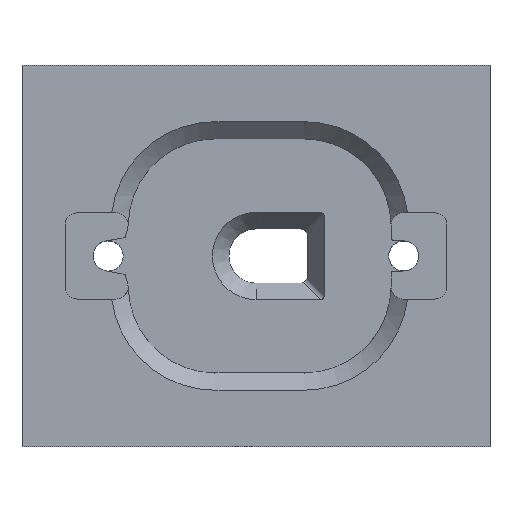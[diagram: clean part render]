
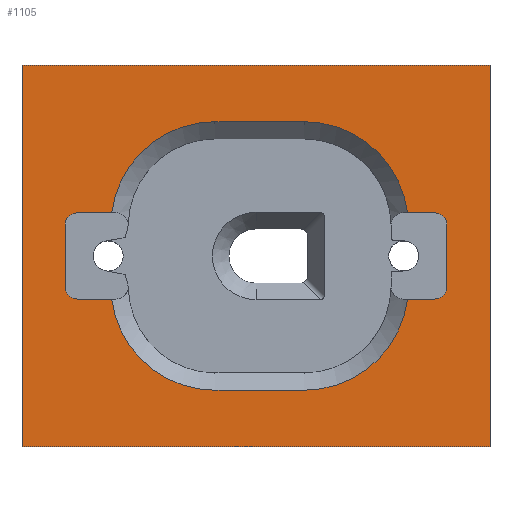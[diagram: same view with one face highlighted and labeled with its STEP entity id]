
A CAD part, top view. The second image highlights one B-rep face of the part: STEP entity #1105.
In plain terms, the highlighted planar face has unit normal (0, 0, 1).
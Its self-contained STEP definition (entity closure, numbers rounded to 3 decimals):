
#15=FACE_BOUND('',#186,.T.);
#71=PLANE('',#1223);
#128=FACE_OUTER_BOUND('',#185,.T.);
#185=EDGE_LOOP('',(#979,#980,#981,#982));
#186=EDGE_LOOP('',(#983,#984,#985,#986,#987,#988,#989,#990,#991,#992,#993,
#994,#995,#996,#997,#998));
#203=LINE('',#1575,#308);
#214=LINE('',#1649,#319);
#226=LINE('',#1703,#331);
#235=LINE('',#1732,#340);
#238=LINE('',#1739,#343);
#242=LINE('',#1750,#347);
#251=LINE('',#1778,#356);
#254=LINE('',#1785,#359);
#294=LINE('',#1919,#399);
#295=LINE('',#1921,#400);
#296=LINE('',#1923,#401);
#297=LINE('',#1924,#402);
#308=VECTOR('',#1242,10.);
#319=VECTOR('',#1281,10.);
#331=VECTOR('',#1319,10.);
#340=VECTOR('',#1346,10.);
#343=VECTOR('',#1355,10.);
#347=VECTOR('',#1367,10.);
#356=VECTOR('',#1392,10.);
#359=VECTOR('',#1403,10.);
#399=VECTOR('',#1521,10.);
#400=VECTOR('',#1522,10.);
#401=VECTOR('',#1523,10.);
#402=VECTOR('',#1524,10.);
#412=CIRCLE('',#1128,8.45);
#413=CIRCLE('',#1131,8.45);
#420=CIRCLE('',#1142,8.45);
#421=CIRCLE('',#1145,8.45);
#433=CIRCLE('',#1164,1.);
#434=CIRCLE('',#1167,1.);
#440=CIRCLE('',#1179,1.);
#441=CIRCLE('',#1182,1.);
#461=VERTEX_POINT('',#1564);
#462=VERTEX_POINT('',#1566);
#464=VERTEX_POINT('',#1573);
#466=VERTEX_POINT('',#1579);
#479=VERTEX_POINT('',#1638);
#480=VERTEX_POINT('',#1640);
#482=VERTEX_POINT('',#1647);
#484=VERTEX_POINT('',#1653);
#496=VERTEX_POINT('',#1701);
#506=VERTEX_POINT('',#1726);
#507=VERTEX_POINT('',#1730);
#508=VERTEX_POINT('',#1734);
#511=VERTEX_POINT('',#1748);
#520=VERTEX_POINT('',#1771);
#521=VERTEX_POINT('',#1773);
#522=VERTEX_POINT('',#1777);
#556=VERTEX_POINT('',#1917);
#557=VERTEX_POINT('',#1918);
#558=VERTEX_POINT('',#1920);
#559=VERTEX_POINT('',#1922);
#567=EDGE_CURVE('',#461,#462,#412,.T.);
#570=EDGE_CURVE('',#464,#461,#203,.T.);
#573=EDGE_CURVE('',#466,#464,#413,.T.);
#590=EDGE_CURVE('',#479,#480,#420,.T.);
#593=EDGE_CURVE('',#482,#479,#214,.T.);
#596=EDGE_CURVE('',#484,#482,#421,.T.);
#614=EDGE_CURVE('',#466,#496,#226,.T.);
#627=EDGE_CURVE('',#506,#496,#433,.F.);
#629=EDGE_CURVE('',#506,#507,#235,.T.);
#631=EDGE_CURVE('',#508,#507,#434,.F.);
#633=EDGE_CURVE('',#508,#480,#238,.T.);
#638=EDGE_CURVE('',#484,#511,#242,.T.);
#650=EDGE_CURVE('',#520,#521,#440,.F.);
#652=EDGE_CURVE('',#522,#521,#251,.T.);
#654=EDGE_CURVE('',#522,#511,#441,.F.);
#656=EDGE_CURVE('',#520,#462,#254,.T.);
#714=EDGE_CURVE('',#556,#557,#294,.T.);
#715=EDGE_CURVE('',#557,#558,#295,.T.);
#716=EDGE_CURVE('',#558,#559,#296,.T.);
#717=EDGE_CURVE('',#559,#556,#297,.T.);
#979=ORIENTED_EDGE('',*,*,#714,.T.);
#980=ORIENTED_EDGE('',*,*,#715,.T.);
#981=ORIENTED_EDGE('',*,*,#716,.T.);
#982=ORIENTED_EDGE('',*,*,#717,.T.);
#983=ORIENTED_EDGE('',*,*,#573,.F.);
#984=ORIENTED_EDGE('',*,*,#614,.T.);
#985=ORIENTED_EDGE('',*,*,#627,.F.);
#986=ORIENTED_EDGE('',*,*,#629,.T.);
#987=ORIENTED_EDGE('',*,*,#631,.F.);
#988=ORIENTED_EDGE('',*,*,#633,.T.);
#989=ORIENTED_EDGE('',*,*,#590,.F.);
#990=ORIENTED_EDGE('',*,*,#593,.F.);
#991=ORIENTED_EDGE('',*,*,#596,.F.);
#992=ORIENTED_EDGE('',*,*,#638,.T.);
#993=ORIENTED_EDGE('',*,*,#654,.F.);
#994=ORIENTED_EDGE('',*,*,#652,.T.);
#995=ORIENTED_EDGE('',*,*,#650,.F.);
#996=ORIENTED_EDGE('',*,*,#656,.T.);
#997=ORIENTED_EDGE('',*,*,#567,.F.);
#998=ORIENTED_EDGE('',*,*,#570,.F.);
#1105=ADVANCED_FACE('',(#128,#15),#71,.F.);
#1128=AXIS2_PLACEMENT_3D('',#1567,#1237,#1238);
#1131=AXIS2_PLACEMENT_3D('',#1583,#1246,#1247);
#1142=AXIS2_PLACEMENT_3D('',#1641,#1276,#1277);
#1145=AXIS2_PLACEMENT_3D('',#1657,#1285,#1286);
#1164=AXIS2_PLACEMENT_3D('',#1728,#1341,#1342);
#1167=AXIS2_PLACEMENT_3D('',#1736,#1350,#1351);
#1179=AXIS2_PLACEMENT_3D('',#1774,#1387,#1388);
#1182=AXIS2_PLACEMENT_3D('',#1781,#1396,#1397);
#1223=AXIS2_PLACEMENT_3D('',#1916,#1519,#1520);
#1237=DIRECTION('center_axis',(0.,0.,
1.));
#1238=DIRECTION('ref_axis',(1.,0.,0.));
#1242=DIRECTION('',(1.,0.,0.));
#1246=DIRECTION('center_axis',(0.,0.,
1.));
#1247=DIRECTION('ref_axis',(0.,-1.,0.));
#1276=DIRECTION('center_axis',(0.,0.,
1.));
#1277=DIRECTION('ref_axis',(-1.,0.,0.));
#1281=DIRECTION('',(-1.,0.,0.));
#1285=DIRECTION('center_axis',(0.,0.,
1.));
#1286=DIRECTION('ref_axis',(0.,1.,0.));
#1319=DIRECTION('',(-1.,0.,0.));
#1341=DIRECTION('center_axis',(0.,0.,
-1.));
#1342=DIRECTION('ref_axis',(-0.707,-0.707,0.));
#1346=DIRECTION('',(0.,1.,0.));
#1350=DIRECTION('center_axis',(0.,0.,
-1.));
#1351=DIRECTION('ref_axis',(-0.707,0.707,0.));
#1355=DIRECTION('',(1.,0.,0.));
#1367=DIRECTION('',(1.,0.,0.));
#1387=DIRECTION('center_axis',(0.,0.,
-1.));
#1388=DIRECTION('ref_axis',(0.707,-0.707,0.));
#1392=DIRECTION('',(0.,-1.,0.));
#1396=DIRECTION('center_axis',(0.,0.,
-1.));
#1397=DIRECTION('ref_axis',(0.707,0.707,0.));
#1403=DIRECTION('',(-1.,0.,0.));
#1519=DIRECTION('center_axis',(0.,0.,
-1.));
#1520=DIRECTION('ref_axis',(1.,0.,0.));
#1521=DIRECTION('',(-1.,0.,0.));
#1522=DIRECTION('',(0.,-1.,0.));
#1523=DIRECTION('',(1.,0.,0.));
#1524=DIRECTION('',(0.,1.,0.));
#1564=CARTESIAN_POINT('',(152.421,-115.904,-1.62));
#1566=CARTESIAN_POINT('',(160.806,-108.504,-1.62));
#1567=CARTESIAN_POINT('Origin',(152.421,-107.454,-1.62));
#1573=CARTESIAN_POINT('',(145.171,-115.904,-1.62));
#1575=CARTESIAN_POINT('',(150.461,-115.904,-1.62));
#1579=CARTESIAN_POINT('',(136.787,-108.504,-1.62));
#1583=CARTESIAN_POINT('Origin',(145.171,-107.454,-1.62));
#1638=CARTESIAN_POINT('',(145.171,-94.104,-1.62));
#1640=CARTESIAN_POINT('',(136.787,-101.504,-1.62));
#1641=CARTESIAN_POINT('Origin',(145.171,-102.554,-1.62));
#1647=CARTESIAN_POINT('',(152.421,-94.104,-1.62));
#1649=CARTESIAN_POINT('',(146.836,-94.104,-1.62));
#1653=CARTESIAN_POINT('',(160.806,-101.504,-1.62));
#1657=CARTESIAN_POINT('Origin',(152.421,-102.554,-1.62));
#1701=CARTESIAN_POINT('',(134.001,-108.504,-1.62));
#1703=CARTESIAN_POINT('',(140.751,-108.504,-1.62));
#1726=CARTESIAN_POINT('',(133.001,-107.504,-1.62));
#1728=CARTESIAN_POINT('Origin',(134.001,-107.504,-1.62));
#1730=CARTESIAN_POINT('',(133.001,-102.504,-1.62));
#1732=CARTESIAN_POINT('',(133.001,-103.254,-1.62));
#1734=CARTESIAN_POINT('',(134.001,-101.504,-1.62));
#1736=CARTESIAN_POINT('Origin',(134.001,-102.504,-1.62));
#1739=CARTESIAN_POINT('',(143.35,-101.504,-1.62));
#1748=CARTESIAN_POINT('',(163.001,-101.504,-1.62));
#1750=CARTESIAN_POINT('',(156.251,-101.504,-1.62));
#1771=CARTESIAN_POINT('',(163.001,-108.504,-1.62));
#1773=CARTESIAN_POINT('',(164.001,-107.504,-1.62));
#1774=CARTESIAN_POINT('Origin',(163.001,-107.504,-1.62));
#1777=CARTESIAN_POINT('',(164.001,-102.504,-1.62));
#1778=CARTESIAN_POINT('',(164.001,-106.754,-1.62));
#1781=CARTESIAN_POINT('Origin',(163.001,-102.504,-1.62));
#1785=CARTESIAN_POINT('',(153.947,-108.504,-1.62));
#1916=CARTESIAN_POINT('Origin',(148.501,-105.004,-1.62));
#1917=CARTESIAN_POINT('',(167.501,-89.504,-1.62));
#1918=CARTESIAN_POINT('',(129.501,-89.504,-1.62));
#1919=CARTESIAN_POINT('',(167.501,-89.504,-1.62));
#1920=CARTESIAN_POINT('',(129.501,-120.504,-1.62));
#1921=CARTESIAN_POINT('',(129.501,-89.504,-1.62));
#1922=CARTESIAN_POINT('',(167.501,-120.504,-1.62));
#1923=CARTESIAN_POINT('',(129.501,-120.504,-1.62));
#1924=CARTESIAN_POINT('',(167.501,-120.504,-1.62));
